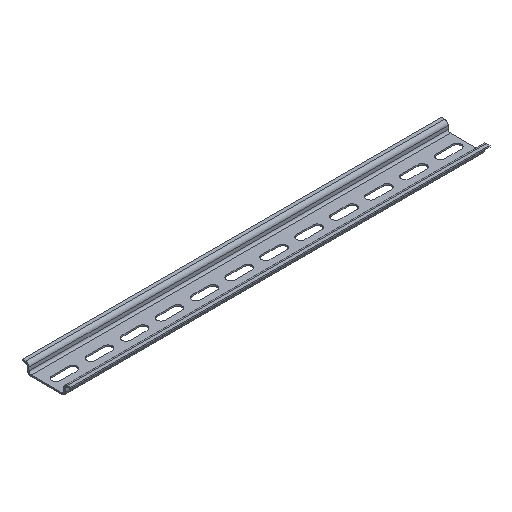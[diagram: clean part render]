
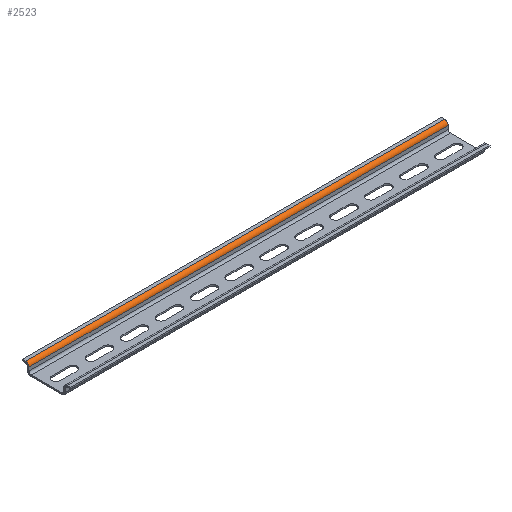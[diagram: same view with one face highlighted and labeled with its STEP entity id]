
A CAD part, isometric view. The second image highlights one B-rep face of the part: STEP entity #2523.
In plain terms, the highlighted cylindrical face has radius 2.5 mm (diameter 5 mm), a partial arc.
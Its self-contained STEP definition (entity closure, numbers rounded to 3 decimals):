
#33 = PLANE('',#34);
#34 = AXIS2_PLACEMENT_3D('',#35,#36,#37);
#35 = CARTESIAN_POINT('',(-500.,0.,0.));
#36 = DIRECTION('',(1.,0.,0.));
#37 = DIRECTION('',(0.,-1.,0.));
#236 = VERTEX_POINT('',#237);
#237 = CARTESIAN_POINT('',(-500.,15.,0.));
#251 = PLANE('',#252);
#252 = AXIS2_PLACEMENT_3D('',#253,#254,#255);
#253 = CARTESIAN_POINT('',(-500.,17.5,0.));
#254 = DIRECTION('',(0.,0.,1.));
#255 = DIRECTION('',(0.,-1.,0.));
#263 = EDGE_CURVE('',#264,#236,#266,.T.);
#264 = VERTEX_POINT('',#265);
#265 = CARTESIAN_POINT('',(-500.,12.5,-2.5));
#266 = SURFACE_CURVE('',#267,(#272,#283),.PCURVE_S1.);
#267 = CIRCLE('',#268,2.5);
#268 = AXIS2_PLACEMENT_3D('',#269,#270,#271);
#269 = CARTESIAN_POINT('',(-500.,15.,-2.5));
#270 = DIRECTION('',(-1.,0.,0.));
#271 = DIRECTION('',(0.,-1.,0.));
#272 = PCURVE('',#33,#273);
#273 = DEFINITIONAL_REPRESENTATION('',(#274),#282);
#274 = ( BOUNDED_CURVE() B_SPLINE_CURVE(2,(#275,#276,#277,#278,#279,#280
,#281),.UNSPECIFIED.,.T.,.F.) B_SPLINE_CURVE_WITH_KNOTS((1,2,2,2,2,1),(
    -2.094,0.,2.094,4.189,6.283,
8.378),.UNSPECIFIED.) CURVE() GEOMETRIC_REPRESENTATION_ITEM() 
RATIONAL_B_SPLINE_CURVE((1.,0.5,1.,0.5,1.,0.5,1.)) REPRESENTATION_ITEM(
  '') );
#275 = CARTESIAN_POINT('',(-12.5,2.5));
#276 = CARTESIAN_POINT('',(-12.5,-1.83));
#277 = CARTESIAN_POINT('',(-16.25,0.335));
#278 = CARTESIAN_POINT('',(-20.,2.5));
#279 = CARTESIAN_POINT('',(-16.25,4.665));
#280 = CARTESIAN_POINT('',(-12.5,6.83));
#281 = CARTESIAN_POINT('',(-12.5,2.5));
#282 = ( GEOMETRIC_REPRESENTATION_CONTEXT(2) 
PARAMETRIC_REPRESENTATION_CONTEXT() REPRESENTATION_CONTEXT('2D SPACE',''
  ) );
#283 = PCURVE('',#284,#289);
#284 = CYLINDRICAL_SURFACE('',#285,2.5);
#285 = AXIS2_PLACEMENT_3D('',#286,#287,#288);
#286 = CARTESIAN_POINT('',(1803.6,15.,-2.5));
#287 = DIRECTION('',(-1.,0.,0.));
#288 = DIRECTION('',(0.,-1.,0.));
#289 = DEFINITIONAL_REPRESENTATION('',(#290),#294);
#290 = LINE('',#291,#292);
#291 = CARTESIAN_POINT('',(0.,2303.6));
#292 = VECTOR('',#293,1.);
#293 = DIRECTION('',(1.,0.));
#294 = ( GEOMETRIC_REPRESENTATION_CONTEXT(2) 
PARAMETRIC_REPRESENTATION_CONTEXT() REPRESENTATION_CONTEXT('2D SPACE',''
  ) );
#312 = PLANE('',#313);
#313 = AXIS2_PLACEMENT_3D('',#314,#315,#316);
#314 = CARTESIAN_POINT('',(-500.,12.5,0.));
#315 = DIRECTION('',(0.,-1.,0.));
#316 = DIRECTION('',(0.,0.,-1.));
#653 = PLANE('',#654);
#654 = AXIS2_PLACEMENT_3D('',#655,#656,#657);
#655 = CARTESIAN_POINT('',(-200.,0.,0.));
#656 = DIRECTION('',(1.,0.,0.));
#657 = DIRECTION('',(0.,-1.,0.));
#2478 = EDGE_CURVE('',#2479,#236,#2481,.T.);
#2479 = VERTEX_POINT('',#2480);
#2480 = CARTESIAN_POINT('',(-200.,15.,0.));
#2481 = SURFACE_CURVE('',#2482,(#2486,#2493),.PCURVE_S1.);
#2482 = LINE('',#2483,#2484);
#2483 = CARTESIAN_POINT('',(500.,15.,0.));
#2484 = VECTOR('',#2485,1.);
#2485 = DIRECTION('',(-1.,0.,0.));
#2486 = PCURVE('',#251,#2487);
#2487 = DEFINITIONAL_REPRESENTATION('',(#2488),#2492);
#2488 = LINE('',#2489,#2490);
#2489 = CARTESIAN_POINT('',(2.5,1000.));
#2490 = VECTOR('',#2491,1.);
#2491 = DIRECTION('',(0.,-1.));
#2492 = ( GEOMETRIC_REPRESENTATION_CONTEXT(2) 
PARAMETRIC_REPRESENTATION_CONTEXT() REPRESENTATION_CONTEXT('2D SPACE',''
  ) );
#2493 = PCURVE('',#284,#2494);
#2494 = DEFINITIONAL_REPRESENTATION('',(#2495),#2499);
#2495 = LINE('',#2496,#2497);
#2496 = CARTESIAN_POINT('',(1.571,1303.6));
#2497 = VECTOR('',#2498,1.);
#2498 = DIRECTION('',(0.,1.));
#2499 = ( GEOMETRIC_REPRESENTATION_CONTEXT(2) 
PARAMETRIC_REPRESENTATION_CONTEXT() REPRESENTATION_CONTEXT('2D SPACE',''
  ) );
#2523 = ADVANCED_FACE('',(#2524),#284,.T.);
#2524 = FACE_BOUND('',#2525,.T.);
#2525 = EDGE_LOOP('',(#2526,#2549,#2571,#2572));
#2526 = ORIENTED_EDGE('',*,*,#2527,.F.);
#2527 = EDGE_CURVE('',#2528,#264,#2530,.T.);
#2528 = VERTEX_POINT('',#2529);
#2529 = CARTESIAN_POINT('',(-200.,12.5,-2.5));
#2530 = SURFACE_CURVE('',#2531,(#2535,#2542),.PCURVE_S1.);
#2531 = LINE('',#2532,#2533);
#2532 = CARTESIAN_POINT('',(500.,12.5,-2.5));
#2533 = VECTOR('',#2534,1.);
#2534 = DIRECTION('',(-1.,0.,0.));
#2535 = PCURVE('',#284,#2536);
#2536 = DEFINITIONAL_REPRESENTATION('',(#2537),#2541);
#2537 = LINE('',#2538,#2539);
#2538 = CARTESIAN_POINT('',(0.,1303.6));
#2539 = VECTOR('',#2540,1.);
#2540 = DIRECTION('',(0.,1.));
#2541 = ( GEOMETRIC_REPRESENTATION_CONTEXT(2) 
PARAMETRIC_REPRESENTATION_CONTEXT() REPRESENTATION_CONTEXT('2D SPACE',''
  ) );
#2542 = PCURVE('',#312,#2543);
#2543 = DEFINITIONAL_REPRESENTATION('',(#2544),#2548);
#2544 = LINE('',#2545,#2546);
#2545 = CARTESIAN_POINT('',(2.5,1000.));
#2546 = VECTOR('',#2547,1.);
#2547 = DIRECTION('',(0.,-1.));
#2548 = ( GEOMETRIC_REPRESENTATION_CONTEXT(2) 
PARAMETRIC_REPRESENTATION_CONTEXT() REPRESENTATION_CONTEXT('2D SPACE',''
  ) );
#2549 = ORIENTED_EDGE('',*,*,#2550,.F.);
#2550 = EDGE_CURVE('',#2479,#2528,#2551,.T.);
#2551 = SURFACE_CURVE('',#2552,(#2557,#2564),.PCURVE_S1.);
#2552 = CIRCLE('',#2553,2.5);
#2553 = AXIS2_PLACEMENT_3D('',#2554,#2555,#2556);
#2554 = CARTESIAN_POINT('',(-200.,15.,-2.5));
#2555 = DIRECTION('',(1.,0.,-0.));
#2556 = DIRECTION('',(0.,0.,1.));
#2557 = PCURVE('',#284,#2558);
#2558 = DEFINITIONAL_REPRESENTATION('',(#2559),#2563);
#2559 = LINE('',#2560,#2561);
#2560 = CARTESIAN_POINT('',(1.571,2003.6));
#2561 = VECTOR('',#2562,1.);
#2562 = DIRECTION('',(-1.,0.));
#2563 = ( GEOMETRIC_REPRESENTATION_CONTEXT(2) 
PARAMETRIC_REPRESENTATION_CONTEXT() REPRESENTATION_CONTEXT('2D SPACE',''
  ) );
#2564 = PCURVE('',#653,#2565);
#2565 = DEFINITIONAL_REPRESENTATION('',(#2566),#2570);
#2566 = CIRCLE('',#2567,2.5);
#2567 = AXIS2_PLACEMENT_2D('',#2568,#2569);
#2568 = CARTESIAN_POINT('',(-15.,2.5));
#2569 = DIRECTION('',(0.,-1.));
#2570 = ( GEOMETRIC_REPRESENTATION_CONTEXT(2) 
PARAMETRIC_REPRESENTATION_CONTEXT() REPRESENTATION_CONTEXT('2D SPACE',''
  ) );
#2571 = ORIENTED_EDGE('',*,*,#2478,.T.);
#2572 = ORIENTED_EDGE('',*,*,#263,.F.);
